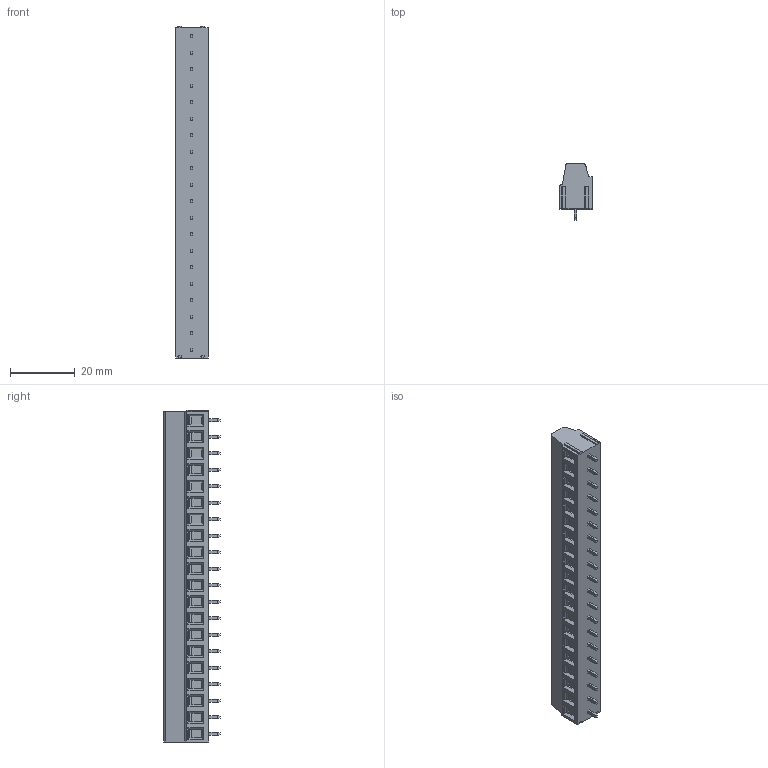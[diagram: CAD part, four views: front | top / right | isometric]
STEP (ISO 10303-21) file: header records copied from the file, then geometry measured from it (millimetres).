
FILE_DESCRIPTION((''),'2;1');
FILE_NAME('TL338V','2025-02-17T',('yanfa'),(''),'PRO/ENGINEER BY PARAMETRIC TECHNOLOGY CORPORATION, 2009280','PRO/ENGINEER BY PARAMETRIC TECHNOLOGY CORPORATION, 2009280','');
FILE_SCHEMA(('AUTOMOTIVE_DESIGN_CC2 { 1 2 10303 214 -1 1 5 2 }'));
Length unit declared in the file: millimetre
Products named in the file (1): TL338V
Bounding box: 10 x 17.3 x 102.2 mm (x, y, z)
Volume: 11708.5 mm3; surface area: 6108.1 mm2
Topology: 1 solids, 1 shells, 901 faces, 2257 edges, 1438 vertices
Faces by surface type: plane 546, cylinder 215, cone 80, torus 40, sphere 20
Entity records: 26981 total; most frequent: CARTESIAN_POINT 5296, ORIENTED_EDGE 4514, DIRECTION 4429, EDGE_CURVE 2257, VECTOR 1567, LINE 1567, VERTEX_POINT 1438, AXIS2_PLACEMENT_3D 1431
